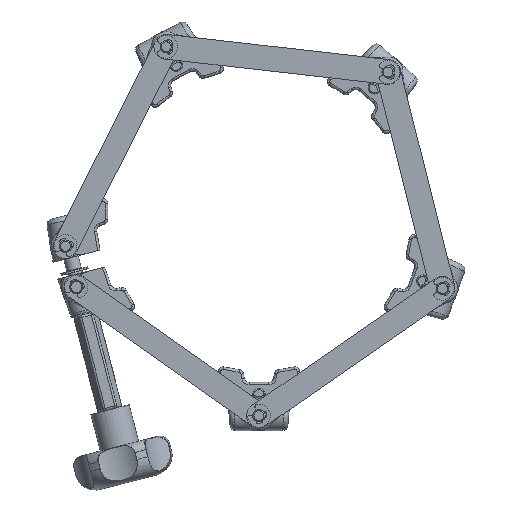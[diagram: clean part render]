
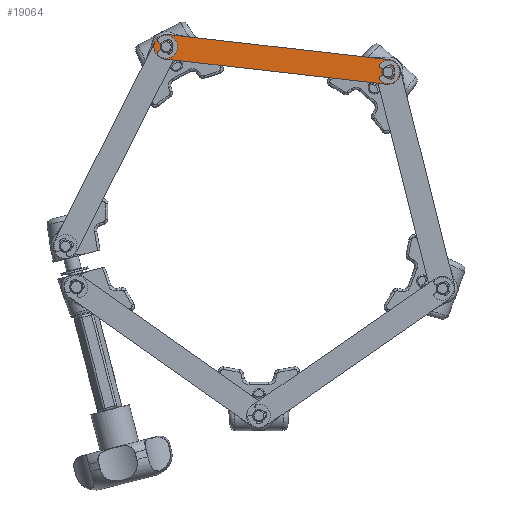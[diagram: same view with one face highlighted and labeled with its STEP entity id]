
A CAD part, left-side view. The second image highlights one B-rep face of the part: STEP entity #19064.
In plain terms, the highlighted face is planar.
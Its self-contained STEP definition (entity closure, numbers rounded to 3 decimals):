
#772=PLANE('',#20835);
#2110=LINE('',#35160,#3619);
#2114=LINE('',#35182,#3623);
#3619=VECTOR('',#25170,1000.);
#3623=VECTOR('',#25194,1000.);
#4285=CIRCLE('',#20821,5.);
#4287=CIRCLE('',#20825,5.);
#4290=CIRCLE('',#20829,2.5);
#4292=CIRCLE('',#20832,2.5);
#8954=ORIENTED_EDGE('',*,*,#12474,.F.);
#8955=ORIENTED_EDGE('',*,*,#12472,.F.);
#8956=ORIENTED_EDGE('',*,*,#12461,.T.);
#8957=ORIENTED_EDGE('',*,*,#12465,.T.);
#8958=ORIENTED_EDGE('',*,*,#12468,.T.);
#8959=ORIENTED_EDGE('',*,*,#12475,.T.);
#12461=EDGE_CURVE('',#14539,#14540,#4285,.T.);
#12465=EDGE_CURVE('',#14540,#14543,#2110,.T.);
#12468=EDGE_CURVE('',#14543,#14545,#4287,.T.);
#12472=EDGE_CURVE('',#14548,#14548,#4290,.T.);
#12474=EDGE_CURVE('',#14550,#14550,#4292,.T.);
#12475=EDGE_CURVE('',#14545,#14539,#2114,.T.);
#14539=VERTEX_POINT('',#35152);
#14540=VERTEX_POINT('',#35153);
#14543=VERTEX_POINT('',#35161);
#14545=VERTEX_POINT('',#35167);
#14548=VERTEX_POINT('',#35175);
#14550=VERTEX_POINT('',#35180);
#16314=EDGE_LOOP('',(#8954));
#16315=EDGE_LOOP('',(#8955));
#16316=EDGE_LOOP('',(#8956,#8957,#8958,#8959));
#17561=FACE_BOUND('',#16314,.T.);
#17562=FACE_BOUND('',#16315,.T.);
#17563=FACE_BOUND('',#16316,.T.);
#19064=ADVANCED_FACE('',(#17561,#17562,#17563),#772,.T.);
#20821=AXIS2_PLACEMENT_3D('',#35151,#25162,#25163);
#20825=AXIS2_PLACEMENT_3D('',#35166,#25175,#25176);
#20829=AXIS2_PLACEMENT_3D('',#35174,#25184,#25185);
#20832=AXIS2_PLACEMENT_3D('',#35179,#25190,#25191);
#20835=AXIS2_PLACEMENT_3D('',#35185,#25198,#25199);
#25162=DIRECTION('',(0.,1.,0.));
#25163=DIRECTION('',(1.,0.,0.));
#25170=DIRECTION('',(1.,0.,0.));
#25175=DIRECTION('',(0.,1.,0.));
#25176=DIRECTION('',(-1.,0.,0.));
#25184=DIRECTION('',(0.,1.,0.));
#25185=DIRECTION('',(1.,0.,0.));
#25190=DIRECTION('',(0.,1.,0.));
#25191=DIRECTION('',(1.,0.,0.));
#25194=DIRECTION('',(-1.,0.,0.));
#25198=DIRECTION('',(0.,1.,0.));
#25199=DIRECTION('',(0.,0.,1.));
#35151=CARTESIAN_POINT('',(-45.25,0.75,0.));
#35152=CARTESIAN_POINT('',(-45.25,0.75,-5.));
#35153=CARTESIAN_POINT('',(-45.25,0.75,5.));
#35160=CARTESIAN_POINT('',(-45.25,0.75,5.));
#35161=CARTESIAN_POINT('',(45.25,0.75,5.));
#35166=CARTESIAN_POINT('',(45.25,0.75,0.));
#35167=CARTESIAN_POINT('',(45.25,0.75,-5.));
#35174=CARTESIAN_POINT('',(45.25,0.75,0.));
#35175=CARTESIAN_POINT('',(47.75,0.75,0.));
#35179=CARTESIAN_POINT('',(-45.25,0.75,0.));
#35180=CARTESIAN_POINT('',(-42.75,0.75,0.));
#35182=CARTESIAN_POINT('',(45.25,0.75,-5.));
#35185=CARTESIAN_POINT('',(-45.25,0.75,0.));
